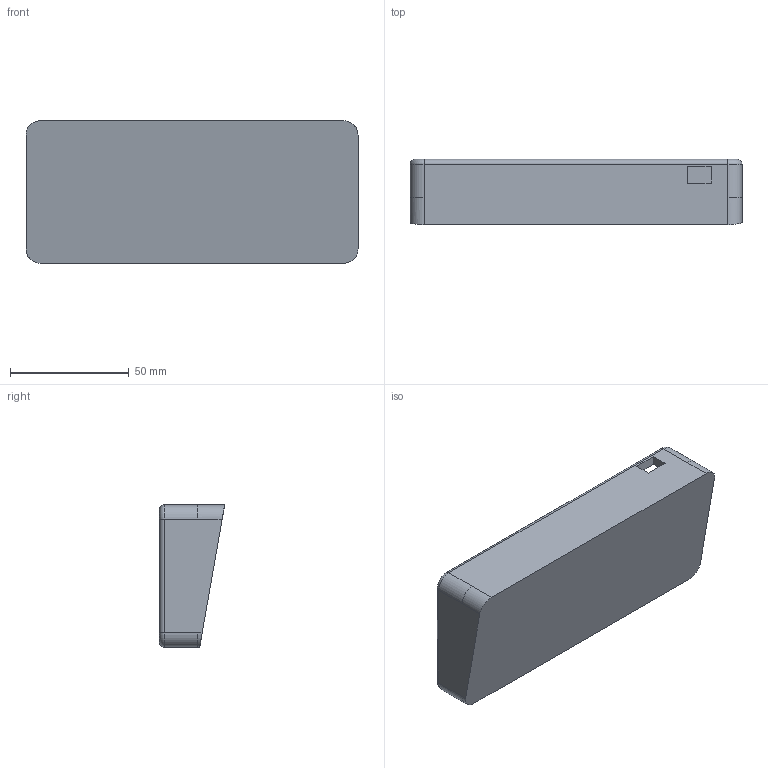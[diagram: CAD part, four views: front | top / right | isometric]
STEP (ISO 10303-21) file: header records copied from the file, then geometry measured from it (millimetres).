
FILE_DESCRIPTION (( 'STEP AP203' ), '1' );
FILE_NAME ('Main case.STEP', '2025-10-28T13:01:55', ( '' ), ( '' ), 'SwSTEP 2.0', 'SolidWorks 2025', '' );
FILE_SCHEMA (( 'CONFIG_CONTROL_DESIGN' ));
Length unit declared in the file: millimetre
Products named in the file (1): Main case
Bounding box: 140 x 27.5 x 60 mm (x, y, z)
Volume: 116415.6 mm3; surface area: 29203.5 mm2
Topology: 1 solids, 1 shells, 43 faces, 106 edges, 68 vertices
Faces by surface type: cylinder 22, plane 17, torus 4
Entity records: 1357 total; most frequent: DIRECTION 230, CARTESIAN_POINT 230, ORIENTED_EDGE 212, EDGE_CURVE 106, AXIS2_PLACEMENT_3D 84, VERTEX_POINT 68, LINE 62, VECTOR 62
